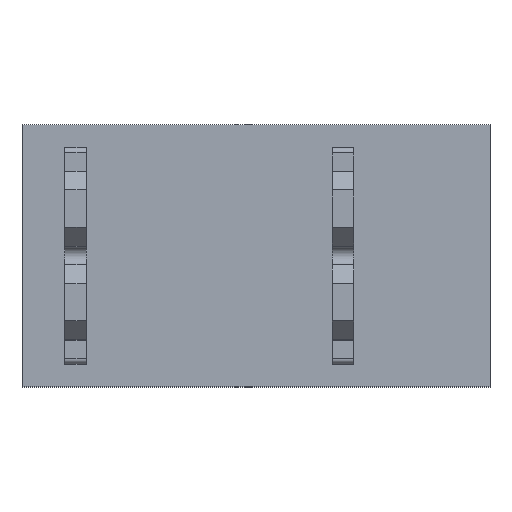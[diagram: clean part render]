
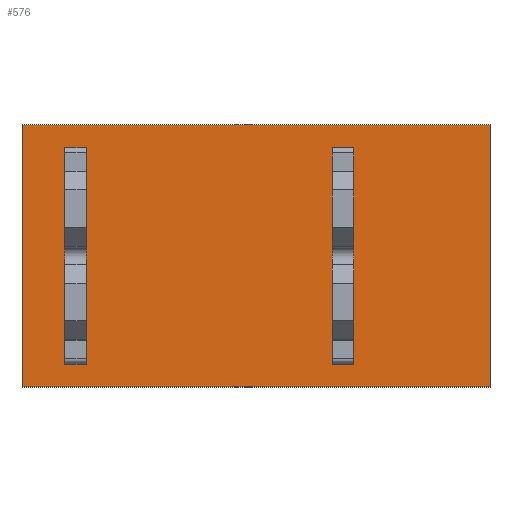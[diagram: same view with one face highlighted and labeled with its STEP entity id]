
A CAD part, top view. The second image highlights one B-rep face of the part: STEP entity #576.
In plain terms, the highlighted planar face has unit normal (0, 0, 1).
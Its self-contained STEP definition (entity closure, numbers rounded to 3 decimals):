
#488=AXIS2_PLACEMENT_3D('Plane Axis2P3D',#485,#486,#487) ;
#216=CARTESIAN_POINT('Vertex',(17.5,0.,9.5)) ;
#223=CARTESIAN_POINT('Vertex',(17.5,9.8,9.5)) ;
#226=CARTESIAN_POINT('Line Origine',(17.5,4.9,9.5)) ;
#243=CARTESIAN_POINT('Line Origine',(0.,4.9,9.5)) ;
#247=CARTESIAN_POINT('Vertex',(0.,0.,9.5)) ;
#249=CARTESIAN_POINT('Vertex',(0.,9.8,9.5)) ;
#274=CARTESIAN_POINT('Line Origine',(8.75,0.,9.5)) ;
#291=CARTESIAN_POINT('Line Origine',(8.75,9.8,9.5)) ;
#312=CARTESIAN_POINT('Vertex',(2.4,7.9,9.5)) ;
#319=CARTESIAN_POINT('Vertex',(2.4,6.9,9.5)) ;
#322=CARTESIAN_POINT('Line Origine',(2.4,7.4,9.5)) ;
#339=CARTESIAN_POINT('Line Origine',(2.,7.9,9.5)) ;
#343=CARTESIAN_POINT('Vertex',(1.6,7.9,9.5)) ;
#367=CARTESIAN_POINT('Vertex',(1.6,6.9,9.5)) ;
#370=CARTESIAN_POINT('Line Origine',(2.,6.9,9.5)) ;
#387=CARTESIAN_POINT('Line Origine',(1.6,7.4,9.5)) ;
#399=CARTESIAN_POINT('Line Origine',(2.4,2.4,9.5)) ;
#403=CARTESIAN_POINT('Vertex',(2.4,2.9,9.5)) ;
#405=CARTESIAN_POINT('Vertex',(2.4,1.9,9.5)) ;
#430=CARTESIAN_POINT('Line Origine',(2.,2.9,9.5)) ;
#434=CARTESIAN_POINT('Vertex',(1.6,2.9,9.5)) ;
#458=CARTESIAN_POINT('Vertex',(1.6,1.9,9.5)) ;
#461=CARTESIAN_POINT('Line Origine',(2.,1.9,9.5)) ;
#473=CARTESIAN_POINT('Line Origine',(1.6,2.4,9.5)) ;
#485=CARTESIAN_POINT('Axis2P3D Location',(0.,9.8,9.5)) ;
#496=CARTESIAN_POINT('Line Origine',(12.4,2.4,9.5)) ;
#500=CARTESIAN_POINT('Vertex',(12.4,2.9,9.5)) ;
#502=CARTESIAN_POINT('Vertex',(12.4,1.9,9.5)) ;
#505=CARTESIAN_POINT('Line Origine',(12.,1.9,9.5)) ;
#509=CARTESIAN_POINT('Vertex',(11.6,1.9,9.5)) ;
#512=CARTESIAN_POINT('Line Origine',(11.6,2.4,9.5)) ;
#516=CARTESIAN_POINT('Vertex',(11.6,2.9,9.5)) ;
#519=CARTESIAN_POINT('Line Origine',(12.,2.9,9.5)) ;
#542=CARTESIAN_POINT('Line Origine',(12.4,7.4,9.5)) ;
#546=CARTESIAN_POINT('Vertex',(12.4,7.9,9.5)) ;
#548=CARTESIAN_POINT('Vertex',(12.4,6.9,9.5)) ;
#551=CARTESIAN_POINT('Line Origine',(12.,6.9,9.5)) ;
#555=CARTESIAN_POINT('Vertex',(11.6,6.9,9.5)) ;
#558=CARTESIAN_POINT('Line Origine',(11.6,7.4,9.5)) ;
#562=CARTESIAN_POINT('Vertex',(11.6,7.9,9.5)) ;
#565=CARTESIAN_POINT('Line Origine',(12.,7.9,9.5)) ;
#227=DIRECTION('Vector Direction',(0.,-1.,0.)) ;
#244=DIRECTION('Vector Direction',(0.,-1.,0.)) ;
#275=DIRECTION('Vector Direction',(1.,0.,0.)) ;
#292=DIRECTION('Vector Direction',(1.,0.,0.)) ;
#323=DIRECTION('Vector Direction',(0.,-1.,0.)) ;
#340=DIRECTION('Vector Direction',(1.,0.,0.)) ;
#371=DIRECTION('Vector Direction',(1.,0.,0.)) ;
#388=DIRECTION('Vector Direction',(0.,-1.,0.)) ;
#400=DIRECTION('Vector Direction',(0.,-1.,0.)) ;
#431=DIRECTION('Vector Direction',(1.,0.,0.)) ;
#462=DIRECTION('Vector Direction',(1.,0.,0.)) ;
#474=DIRECTION('Vector Direction',(0.,-1.,0.)) ;
#486=DIRECTION('Axis2P3D Direction',(-0.,0.,1.)) ;
#487=DIRECTION('Axis2P3D XDirection',(0.,-1.,0.)) ;
#497=DIRECTION('Vector Direction',(0.,-1.,0.)) ;
#506=DIRECTION('Vector Direction',(1.,0.,0.)) ;
#513=DIRECTION('Vector Direction',(0.,-1.,0.)) ;
#520=DIRECTION('Vector Direction',(1.,0.,0.)) ;
#543=DIRECTION('Vector Direction',(0.,-1.,0.)) ;
#552=DIRECTION('Vector Direction',(1.,0.,0.)) ;
#559=DIRECTION('Vector Direction',(0.,-1.,0.)) ;
#566=DIRECTION('Vector Direction',(1.,0.,0.)) ;
#228=VECTOR('Line Direction',#227,1.) ;
#245=VECTOR('Line Direction',#244,1.) ;
#276=VECTOR('Line Direction',#275,1.) ;
#293=VECTOR('Line Direction',#292,1.) ;
#324=VECTOR('Line Direction',#323,1.) ;
#341=VECTOR('Line Direction',#340,1.) ;
#372=VECTOR('Line Direction',#371,1.) ;
#389=VECTOR('Line Direction',#388,1.) ;
#401=VECTOR('Line Direction',#400,1.) ;
#432=VECTOR('Line Direction',#431,1.) ;
#463=VECTOR('Line Direction',#462,1.) ;
#475=VECTOR('Line Direction',#474,1.) ;
#498=VECTOR('Line Direction',#497,1.) ;
#507=VECTOR('Line Direction',#506,1.) ;
#514=VECTOR('Line Direction',#513,1.) ;
#521=VECTOR('Line Direction',#520,1.) ;
#544=VECTOR('Line Direction',#543,1.) ;
#553=VECTOR('Line Direction',#552,1.) ;
#560=VECTOR('Line Direction',#559,1.) ;
#567=VECTOR('Line Direction',#566,1.) ;
#491=ORIENTED_EDGE('',*,*,#278,.T.) ;
#492=ORIENTED_EDGE('',*,*,#230,.T.) ;
#493=ORIENTED_EDGE('',*,*,#295,.F.) ;
#494=ORIENTED_EDGE('',*,*,#251,.F.) ;
#525=ORIENTED_EDGE('',*,*,#504,.T.) ;
#526=ORIENTED_EDGE('',*,*,#511,.F.) ;
#527=ORIENTED_EDGE('',*,*,#518,.F.) ;
#528=ORIENTED_EDGE('',*,*,#523,.T.) ;
#531=ORIENTED_EDGE('',*,*,#391,.F.) ;
#532=ORIENTED_EDGE('',*,*,#345,.T.) ;
#533=ORIENTED_EDGE('',*,*,#326,.T.) ;
#534=ORIENTED_EDGE('',*,*,#374,.F.) ;
#537=ORIENTED_EDGE('',*,*,#436,.T.) ;
#538=ORIENTED_EDGE('',*,*,#407,.T.) ;
#539=ORIENTED_EDGE('',*,*,#465,.F.) ;
#540=ORIENTED_EDGE('',*,*,#477,.F.) ;
#571=ORIENTED_EDGE('',*,*,#550,.T.) ;
#572=ORIENTED_EDGE('',*,*,#557,.F.) ;
#573=ORIENTED_EDGE('',*,*,#564,.F.) ;
#574=ORIENTED_EDGE('',*,*,#569,.T.) ;
#529=FACE_BOUND('',#524,.T.) ;
#535=FACE_BOUND('',#530,.T.) ;
#541=FACE_BOUND('',#536,.T.) ;
#575=FACE_BOUND('',#570,.T.) ;
#576=ADVANCED_FACE('_PCF 10.00/02/180 3.5 OR 9500750000',(#495,#529,#535,#541,#575),#489,.T.) ;
#230=EDGE_CURVE('',#217,#224,#229,.F.) ;
#251=EDGE_CURVE('',#248,#250,#246,.F.) ;
#278=EDGE_CURVE('',#248,#217,#277,.T.) ;
#295=EDGE_CURVE('',#250,#224,#294,.T.) ;
#326=EDGE_CURVE('',#313,#320,#325,.T.) ;
#345=EDGE_CURVE('',#344,#313,#342,.T.) ;
#374=EDGE_CURVE('',#368,#320,#373,.T.) ;
#391=EDGE_CURVE('',#344,#368,#390,.T.) ;
#407=EDGE_CURVE('',#404,#406,#402,.T.) ;
#436=EDGE_CURVE('',#435,#404,#433,.T.) ;
#465=EDGE_CURVE('',#459,#406,#464,.T.) ;
#477=EDGE_CURVE('',#435,#459,#476,.T.) ;
#504=EDGE_CURVE('',#501,#503,#499,.T.) ;
#511=EDGE_CURVE('',#510,#503,#508,.T.) ;
#518=EDGE_CURVE('',#517,#510,#515,.T.) ;
#523=EDGE_CURVE('',#517,#501,#522,.T.) ;
#550=EDGE_CURVE('',#547,#549,#545,.T.) ;
#557=EDGE_CURVE('',#556,#549,#554,.T.) ;
#564=EDGE_CURVE('',#563,#556,#561,.T.) ;
#569=EDGE_CURVE('',#563,#547,#568,.T.) ;
#490=EDGE_LOOP('',(#491,#492,#493,#494)) ;
#524=EDGE_LOOP('',(#525,#526,#527,#528)) ;
#530=EDGE_LOOP('',(#531,#532,#533,#534)) ;
#536=EDGE_LOOP('',(#537,#538,#539,#540)) ;
#570=EDGE_LOOP('',(#571,#572,#573,#574)) ;
#495=FACE_OUTER_BOUND('',#490,.T.) ;
#229=LINE('Line',#226,#228) ;
#246=LINE('Line',#243,#245) ;
#277=LINE('Line',#274,#276) ;
#294=LINE('Line',#291,#293) ;
#325=LINE('Line',#322,#324) ;
#342=LINE('Line',#339,#341) ;
#373=LINE('Line',#370,#372) ;
#390=LINE('Line',#387,#389) ;
#402=LINE('Line',#399,#401) ;
#433=LINE('Line',#430,#432) ;
#464=LINE('Line',#461,#463) ;
#476=LINE('Line',#473,#475) ;
#499=LINE('Line',#496,#498) ;
#508=LINE('Line',#505,#507) ;
#515=LINE('Line',#512,#514) ;
#522=LINE('Line',#519,#521) ;
#545=LINE('Line',#542,#544) ;
#554=LINE('Line',#551,#553) ;
#561=LINE('Line',#558,#560) ;
#568=LINE('Line',#565,#567) ;
#489=PLANE('',#488) ;
#217=VERTEX_POINT('',#216) ;
#224=VERTEX_POINT('',#223) ;
#248=VERTEX_POINT('',#247) ;
#250=VERTEX_POINT('',#249) ;
#313=VERTEX_POINT('',#312) ;
#320=VERTEX_POINT('',#319) ;
#344=VERTEX_POINT('',#343) ;
#368=VERTEX_POINT('',#367) ;
#404=VERTEX_POINT('',#403) ;
#406=VERTEX_POINT('',#405) ;
#435=VERTEX_POINT('',#434) ;
#459=VERTEX_POINT('',#458) ;
#501=VERTEX_POINT('',#500) ;
#503=VERTEX_POINT('',#502) ;
#510=VERTEX_POINT('',#509) ;
#517=VERTEX_POINT('',#516) ;
#547=VERTEX_POINT('',#546) ;
#549=VERTEX_POINT('',#548) ;
#556=VERTEX_POINT('',#555) ;
#563=VERTEX_POINT('',#562) ;
